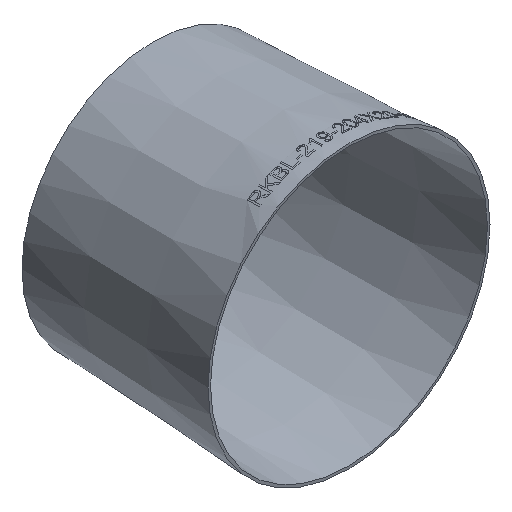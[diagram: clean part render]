
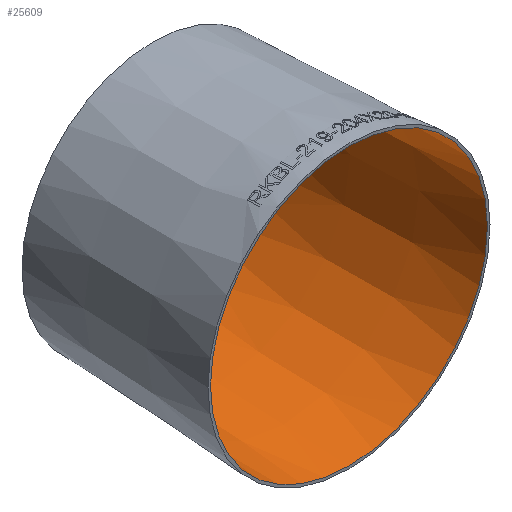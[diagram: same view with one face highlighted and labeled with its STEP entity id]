
A CAD part, isometric view. The second image highlights one B-rep face of the part: STEP entity #25609.
In plain terms, the highlighted conical face has half-angle 2.844 degrees and reference radius 107.547 mm.
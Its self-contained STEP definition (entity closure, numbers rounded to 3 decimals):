
#2004 = AXIS2_PLACEMENT_3D ( 'NONE', #28456, #6233, #29836 ) ;
#2602 = DIRECTION ( 'NONE',  ( 0., 0., -1. ) ) ;
#6233 = DIRECTION ( 'NONE',  ( 0., -1., 0. ) ) ;
#6685 = CARTESIAN_POINT ( 'NONE',  ( 0., 0., 0. ) ) ;
#7085 = EDGE_LOOP ( 'NONE', ( #16112 ) ) ;
#8324 = AXIS2_PLACEMENT_3D ( 'NONE', #6685, #11789, #13953 ) ;
#9247 = VERTEX_POINT ( 'NONE', #19332 ) ;
#9676 = CARTESIAN_POINT ( 'NONE',  ( 0., 0., 0. ) ) ;
#11789 = DIRECTION ( 'NONE',  ( 0., -1., 0. ) ) ;
#12011 = EDGE_CURVE ( 'NONE', #25135, #25135, #32621, .T. ) ;
#13810 = EDGE_CURVE ( 'NONE', #9247, #9247, #16252, .T. ) ;
#13953 = DIRECTION ( 'NONE',  ( 0., 0., -1. ) ) ;
#16112 = ORIENTED_EDGE ( 'NONE', *, *, #13810, .F. ) ;
#16252 = CIRCLE ( 'NONE', #2004, 99.998 ) ;
#17282 = FACE_BOUND ( 'NONE', #7085, .T. ) ;
#19332 = CARTESIAN_POINT ( 'NONE',  ( 0., 152., -99.998 ) ) ;
#19602 = DIRECTION ( 'NONE',  ( 0., -1., 0. ) ) ;
#20101 = FACE_OUTER_BOUND ( 'NONE', #31247, .T. ) ;
#25135 = VERTEX_POINT ( 'NONE', #31963 ) ;
#25609 = ADVANCED_FACE ( 'NONE', ( #17282, #20101 ), #30615, .F. ) ;
#27337 = ORIENTED_EDGE ( 'NONE', *, *, #12011, .T. ) ;
#28456 = CARTESIAN_POINT ( 'NONE',  ( 0., 152., 0. ) ) ;
#28491 = AXIS2_PLACEMENT_3D ( 'NONE', #9676, #19602, #2602 ) ;
#29836 = DIRECTION ( 'NONE',  ( 0., 0., -1. ) ) ;
#30615 = CONICAL_SURFACE ( 'NONE', #28491, 107.548, 0.05 ) ;
#31247 = EDGE_LOOP ( 'NONE', ( #27337 ) ) ;
#31963 = CARTESIAN_POINT ( 'NONE',  ( 0., 0., -107.548 ) ) ;
#32621 = CIRCLE ( 'NONE', #8324, 107.548 ) ;
